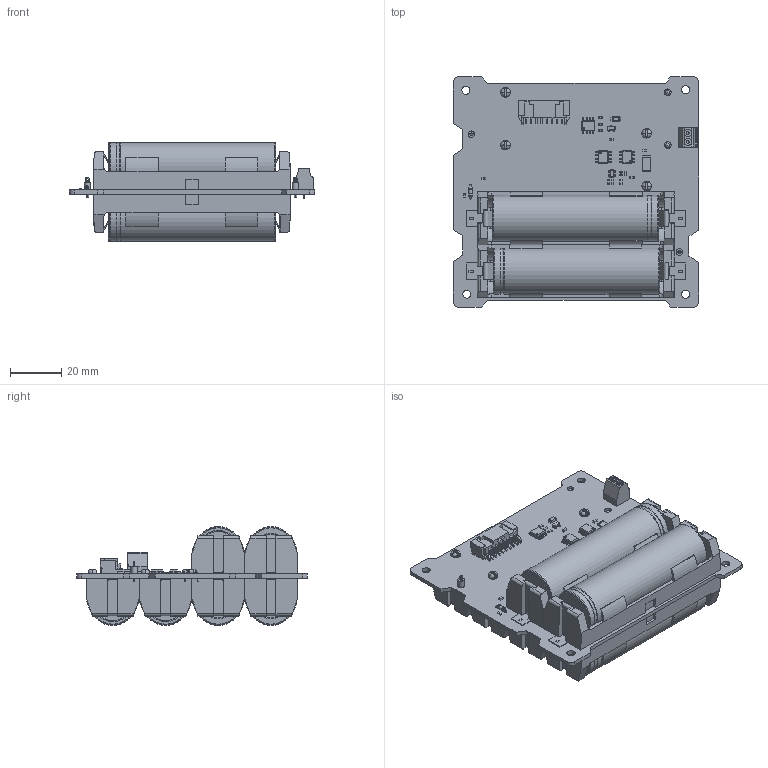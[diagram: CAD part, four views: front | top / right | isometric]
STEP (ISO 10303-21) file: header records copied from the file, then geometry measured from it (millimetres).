
FILE_DESCRIPTION(('KiCad electronic assembly'),'2;1');
FILE_NAME('batteryboard.step','2024-11-14T14:03:17',('Pcbnew'),('Kicad') ,'Open CASCADE STEP processor 7.7','KiCad to STEP converter','Unknown' );
FILE_SCHEMA(('AUTOMOTIVE_DESIGN { 1 0 10303 214 1 1 1 1 }'));
Length unit declared in the file: millimetre
Products named in the file (28): batteryboard 1; keystone-PN1042; 1042; 18650 battery; (Unsaved); SOT-23-6; SOT_23_6; C_0603_1608Metric; R_0603_1608Metric; SOIC-8_3.9x4.9mm_P1.27mm; SOIC_8_39x49mm_P127mm; R_2512_6332Metric; TestPoint_Loop_D1.80mm_Drill1.0mm_Beaded; TestPoint_Loop_D1_80mm_Drill1_0mm_Beaded_cp; 1985807; R_Axial_DIN0204_L3.6mm_D1.6mm_P5.08mm_Horizontal; R_Axial_DIN0204_L36mm_D16mm_P508mm_Horizontal; DFLS130L; SOT-23; SOT_23; 502352-0801; batteryboard_PCB
Assembly tree (51 placements, depth 3):
  batteryboard 1
    keystone-PN1042  x6
      1042
    18650 battery  x6
      (Unsaved)
    SOT-23-6
      SOT_23_6
    C_0603_1608Metric  x6
      C_0603_1608Metric
    R_0603_1608Metric  x7
      R_0603_1608Metric
    SOIC-8_3.9x4.9mm_P1.27mm  x3
      SOIC_8_39x49mm_P127mm
    R_2512_6332Metric
      R_2512_6332Metric
    TestPoint_Loop_D1.80mm_Drill1.0mm_Beaded  x2
      TestPoint_Loop_D1_80mm_Drill1_0mm_Beaded_cp
    1985807
      (Unsaved)
    R_Axial_DIN0204_L3.6mm_D1.6mm_P5.08mm_Horizontal
      R_Axial_DIN0204_L36mm_D16mm_P508mm_Horizontal
    DFLS130L
      (Unsaved)
    SOT-23
      SOT_23
    502352-0801
      (Unsaved)
    batteryboard_PCB
Bounding box: 95.9 x 90.17 x 38.67 mm (x, y, z)
Volume: 52127.9 mm3; surface area: 111492.8 mm2
Topology: 61 solids, 61 shells, 6107 faces, 16395 edges, 10721 vertices
Faces by surface type: plane 4199, bspline 925, cylinder 779, torus 150, revolution 48, sphere 6
Full cylindrical faces by diameter (mm): 0.457 x1, 0.5 x6, 0.6 x3, 0.7 x2, 1 x4, 1.1 x2, 1.2 x2, 1.44 x1, 1.6 x2, 2.54 x2, 2.642 x6, 2.8 x2, 2.9 x2, 3.2 x4, 3.708 x12, 8 x6, 17 x18, 17.6 x12, 18 x12
Entity records: 67179 total; most frequent: CARTESIAN_POINT 19274, ORIENTED_EDGE 9256, DIRECTION 8013, EDGE_CURVE 4628, LINE 3619, VECTOR 3619, VERTEX_POINT 2987, AXIS2_PLACEMENT_3D 2193
